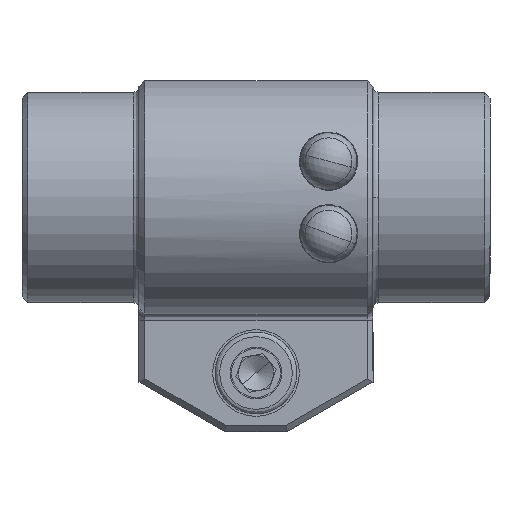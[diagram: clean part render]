
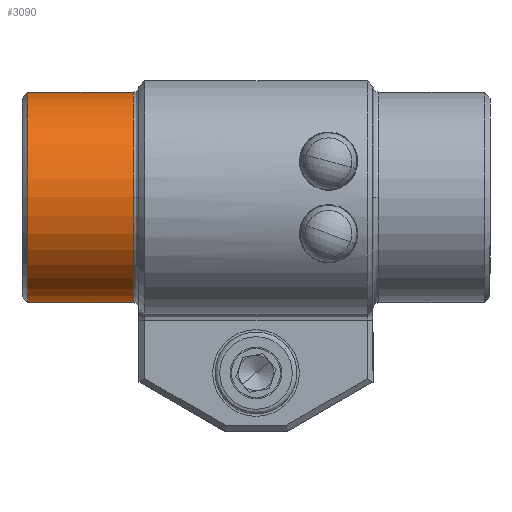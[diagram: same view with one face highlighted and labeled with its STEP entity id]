
A CAD part, front view. The second image highlights one B-rep face of the part: STEP entity #3090.
In plain terms, the highlighted cylindrical face has radius 9 mm (diameter 18 mm), a partial arc.
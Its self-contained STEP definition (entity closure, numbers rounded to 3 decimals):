
#299 = DIRECTION ( 'NONE',  ( 0., 0., 1. ) ) ;
#381 = DIRECTION ( 'NONE',  ( 0., 1., 0. ) ) ;
#495 = AXIS2_PLACEMENT_3D ( 'NONE', #866, #5301, #381 ) ;
#728 = AXIS2_PLACEMENT_3D ( 'NONE', #3773, #5187, #299 ) ;
#829 = AXIS2_PLACEMENT_3D ( 'NONE', #4718, #2821, #5668 ) ;
#866 = CARTESIAN_POINT ( 'NONE',  ( -10.5, 10., 0. ) ) ;
#1462 = ORIENTED_EDGE ( 'NONE', *, *, #2479, .F. ) ;
#1518 = VERTEX_POINT ( 'NONE', #3646 ) ;
#1625 = CARTESIAN_POINT ( 'NONE',  ( -10.5, 10., 9. ) ) ;
#1631 = VECTOR ( 'NONE', #2757, 1000. ) ;
#1771 = ORIENTED_EDGE ( 'NONE', *, *, #2405, .T. ) ;
#1817 = CIRCLE ( 'NONE', #495, 9. ) ;
#2278 = FACE_OUTER_BOUND ( 'NONE', #3948, .T. ) ;
#2294 = DIRECTION ( 'NONE',  ( -1., 0., 0. ) ) ;
#2353 = LINE ( 'NONE', #4847, #4366 ) ;
#2405 = EDGE_CURVE ( 'NONE', #5276, #1518, #1817, .T. ) ;
#2409 = DIRECTION ( 'NONE',  ( -1., 0., 0. ) ) ;
#2479 = EDGE_CURVE ( 'NONE', #5276, #5195, #2353, .T. ) ;
#2525 = AXIS2_PLACEMENT_3D ( 'NONE', #5244, #2294, #4245 ) ;
#2757 = DIRECTION ( 'NONE',  ( -1., 0., 0. ) ) ;
#2795 = CARTESIAN_POINT ( 'NONE',  ( -19.5, 10., -9. ) ) ;
#2821 = DIRECTION ( 'NONE',  ( 1., 0., 0. ) ) ;
#2856 = EDGE_CURVE ( 'NONE', #4378, #5865, #4236, .T. ) ;
#2877 = EDGE_CURVE ( 'NONE', #5865, #5195, #5111, .T. ) ;
#3073 = ORIENTED_EDGE ( 'NONE', *, *, #2877, .T. ) ;
#3090 = ADVANCED_FACE ( 'NONE', ( #2278 ), #3230, .T. ) ;
#3230 = CYLINDRICAL_SURFACE ( 'NONE', #728, 9. ) ;
#3646 = CARTESIAN_POINT ( 'NONE',  ( -10.5, 1., 0. ) ) ;
#3749 = CARTESIAN_POINT ( 'NONE',  ( -24.665, 10., 9. ) ) ;
#3773 = CARTESIAN_POINT ( 'NONE',  ( -24.665, 10., 0. ) ) ;
#3948 = EDGE_LOOP ( 'NONE', ( #1462, #1771, #4075, #4383, #3073 ) ) ;
#4075 = ORIENTED_EDGE ( 'NONE', *, *, #4961, .T. ) ;
#4236 = LINE ( 'NONE', #3749, #1631 ) ;
#4245 = DIRECTION ( 'NONE',  ( 0., 1., 0. ) ) ;
#4366 = VECTOR ( 'NONE', #2409, 1000. ) ;
#4378 = VERTEX_POINT ( 'NONE', #1625 ) ;
#4383 = ORIENTED_EDGE ( 'NONE', *, *, #2856, .T. ) ;
#4718 = CARTESIAN_POINT ( 'NONE',  ( -19.5, 10., 0. ) ) ;
#4847 = CARTESIAN_POINT ( 'NONE',  ( -24.665, 10., -9. ) ) ;
#4961 = EDGE_CURVE ( 'NONE', #1518, #4378, #5188, .T. ) ;
#5111 = CIRCLE ( 'NONE', #829, 9. ) ;
#5187 = DIRECTION ( 'NONE',  ( -1., 0., 0. ) ) ;
#5188 = CIRCLE ( 'NONE', #2525, 9. ) ;
#5195 = VERTEX_POINT ( 'NONE', #2795 ) ;
#5244 = CARTESIAN_POINT ( 'NONE',  ( -10.5, 10., 0. ) ) ;
#5276 = VERTEX_POINT ( 'NONE', #6217 ) ;
#5301 = DIRECTION ( 'NONE',  ( -1., 0., 0. ) ) ;
#5668 = DIRECTION ( 'NONE',  ( 0., 0., -1. ) ) ;
#5807 = CARTESIAN_POINT ( 'NONE',  ( -19.5, 10., 9. ) ) ;
#5865 = VERTEX_POINT ( 'NONE', #5807 ) ;
#6217 = CARTESIAN_POINT ( 'NONE',  ( -10.5, 10., -9. ) ) ;
